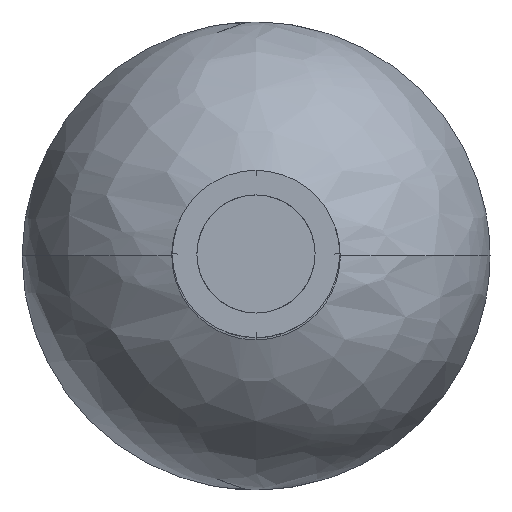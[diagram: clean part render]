
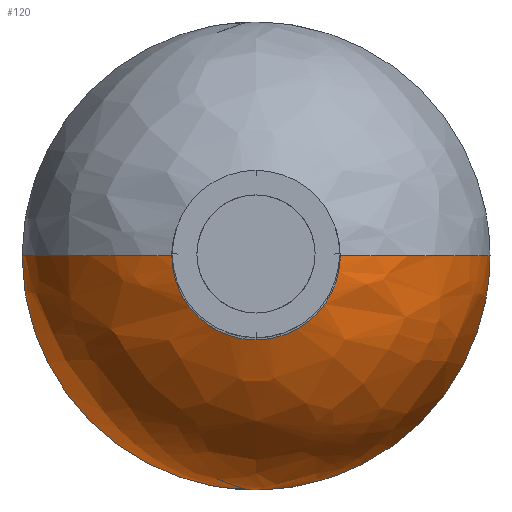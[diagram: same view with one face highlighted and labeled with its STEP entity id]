
A CAD part, top view. The second image highlights one B-rep face of the part: STEP entity #120.
In plain terms, the highlighted free-form (B-spline) face has degree [2, 2] with [5, 3] control points.
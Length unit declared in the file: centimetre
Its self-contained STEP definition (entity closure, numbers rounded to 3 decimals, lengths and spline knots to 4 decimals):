
#120=ADVANCED_FACE($,(#180),#786,.T.);
#180=FACE_OUTER_BOUND($,#246,.T.);
#246=EDGE_LOOP($,(#493,#494,#495,#496,#497,#498));
#493=ORIENTED_EDGE($,*,*,#634,.F.);
#494=ORIENTED_EDGE($,*,*,#629,.F.);
#495=ORIENTED_EDGE($,*,*,#642,.F.);
#496=ORIENTED_EDGE($,*,*,#645,.T.);
#497=ORIENTED_EDGE($,*,*,#644,.T.);
#498=ORIENTED_EDGE($,*,*,#643,.F.);
#629=EDGE_CURVE($,#726,#727,#868,.T.);
#634=EDGE_CURVE($,#727,#724,#873,.T.);
#642=EDGE_CURVE($,#733,#726,#881,.T.);
#643=EDGE_CURVE($,#724,#732,#882,.T.);
#644=EDGE_CURVE($,#735,#732,#883,.T.);
#645=EDGE_CURVE($,#733,#735,#884,.T.);
#724=VERTEX_POINT($,#2586);
#726=VERTEX_POINT($,#2588);
#727=VERTEX_POINT($,#2589);
#732=VERTEX_POINT($,#2594);
#733=VERTEX_POINT($,#2595);
#735=VERTEX_POINT($,#2597);
#786=(
BOUNDED_SURFACE()
B_SPLINE_SURFACE(2,2,((#2480,#2481,#2482),(#2483,#2484,#2485),(#2486,#2487,
#2488),(#2489,#2490,#2491),(#2492,#2493,#2494)),.UNSPECIFIED.,.F.,.F.,.F.)
B_SPLINE_SURFACE_WITH_KNOTS((3,2,3),(3,3),(308.6633,462.9949,
617.3266),(0.,317.3667),.UNSPECIFIED.)
GEOMETRIC_REPRESENTATION_ITEM()
RATIONAL_B_SPLINE_SURFACE(((1.,0.707,1.),(0.707,
0.5,0.707),(1.,0.707,1.),(0.707,0.5,
0.707),(1.,0.707,1.)))
REPRESENTATION_ITEM($)
SURFACE()
);
#868=(
BOUNDED_CURVE()
B_SPLINE_CURVE(2,(#2236,#2237,#2238),.UNSPECIFIED.,.F.,.F.)
B_SPLINE_CURVE_WITH_KNOTS((3,3),(0.,118.7522),.UNSPECIFIED.)
CURVE()
GEOMETRIC_REPRESENTATION_ITEM()
RATIONAL_B_SPLINE_CURVE((1.,0.707,1.))
REPRESENTATION_ITEM($)
);
#873=(
BOUNDED_CURVE()
B_SPLINE_CURVE(2,(#2251,#2252,#2253),.UNSPECIFIED.,.F.,.F.)
B_SPLINE_CURVE_WITH_KNOTS((3,3),(118.7522,237.5044),.UNSPECIFIED.)
CURVE()
GEOMETRIC_REPRESENTATION_ITEM()
RATIONAL_B_SPLINE_CURVE((1.,0.707,1.))
REPRESENTATION_ITEM($)
);
#881=(
BOUNDED_CURVE()
B_SPLINE_CURVE(2,(#2277,#2278,#2279),.UNSPECIFIED.,.F.,.F.)
B_SPLINE_CURVE_WITH_KNOTS((3,3),(308.6633,425.2571),.UNSPECIFIED.)
CURVE()
GEOMETRIC_REPRESENTATION_ITEM()
RATIONAL_B_SPLINE_CURVE((1.,0.825,1.))
REPRESENTATION_ITEM($)
);
#882=(
BOUNDED_CURVE()
B_SPLINE_CURVE(2,(#2280,#2281,#2282),.UNSPECIFIED.,.F.,.F.)
B_SPLINE_CURVE_WITH_KNOTS((3,3),(500.7328,617.3266),.UNSPECIFIED.)
CURVE()
GEOMETRIC_REPRESENTATION_ITEM()
RATIONAL_B_SPLINE_CURVE((1.,0.825,1.))
REPRESENTATION_ITEM($)
);
#883=(
BOUNDED_CURVE()
B_SPLINE_CURVE(2,(#2283,#2284,#2285),.UNSPECIFIED.,.F.,.F.)
B_SPLINE_CURVE_WITH_KNOTS((3,3),(0.,317.3667),.UNSPECIFIED.)
CURVE()
GEOMETRIC_REPRESENTATION_ITEM()
RATIONAL_B_SPLINE_CURVE((1.,0.707,1.))
REPRESENTATION_ITEM($)
);
#884=(
BOUNDED_CURVE()
B_SPLINE_CURVE(2,(#2286,#2287,#2288),.UNSPECIFIED.,.F.,.F.)
B_SPLINE_CURVE_WITH_KNOTS((3,3),(-317.3667,0.),.UNSPECIFIED.)
CURVE()
GEOMETRIC_REPRESENTATION_ITEM()
RATIONAL_B_SPLINE_CURVE((1.,0.707,1.))
REPRESENTATION_ITEM($)
);
#2236=CARTESIAN_POINT($,(-75.6,0.,-838.6705));
#2237=CARTESIAN_POINT($,(-75.6,-75.6,-838.6705));
#2238=CARTESIAN_POINT($,(0.,-75.6,-838.6705));
#2251=CARTESIAN_POINT($,(0.,-75.6,-838.6705));
#2252=CARTESIAN_POINT($,(75.6,-75.6,-838.6705));
#2253=CARTESIAN_POINT($,(75.6,0.,-838.6705));
#2277=CARTESIAN_POINT($,(-210.,0.,-1034.5905));
#2278=CARTESIAN_POINT($,(-210.,0.,-890.5316));
#2279=CARTESIAN_POINT($,(-75.6,0.,-838.6705));
#2280=CARTESIAN_POINT($,(75.6,0.,-838.6705));
#2281=CARTESIAN_POINT($,(210.,0.,-890.5316));
#2282=CARTESIAN_POINT($,(210.,0.,-1034.5905));
#2283=CARTESIAN_POINT($,(0.,-210.,-1034.5905));
#2284=CARTESIAN_POINT($,(210.,-210.,-1034.5905));
#2285=CARTESIAN_POINT($,(210.,0.,-1034.5905));
#2286=CARTESIAN_POINT($,(-210.,0.,-1034.5905));
#2287=CARTESIAN_POINT($,(-210.,-210.,-1034.5905));
#2288=CARTESIAN_POINT($,(0.,-210.,-1034.5905));
#2480=CARTESIAN_POINT($,(0.,-210.,-1034.5905));
#2481=CARTESIAN_POINT($,(-210.,-210.,-1034.5905));
#2482=CARTESIAN_POINT($,(-210.,0.,-1034.5905));
#2483=CARTESIAN_POINT($,(0.,-210.,-1034.5905));
#2484=CARTESIAN_POINT($,(-210.,-210.,-824.5905));
#2485=CARTESIAN_POINT($,(-210.,0.,-824.5905));
#2486=CARTESIAN_POINT($,(0.,-210.,-1034.5905));
#2487=CARTESIAN_POINT($,(0.,-210.,-824.5905));
#2488=CARTESIAN_POINT($,(0.,0.,-824.5905));
#2489=CARTESIAN_POINT($,(0.,-210.,-1034.5905));
#2490=CARTESIAN_POINT($,(210.,-210.,-824.5905));
#2491=CARTESIAN_POINT($,(210.,0.,-824.5905));
#2492=CARTESIAN_POINT($,(0.,-210.,-1034.5905));
#2493=CARTESIAN_POINT($,(210.,-210.,-1034.5905));
#2494=CARTESIAN_POINT($,(210.,0.,-1034.5905));
#2586=CARTESIAN_POINT($,(75.6,0.,-838.6705));
#2588=CARTESIAN_POINT($,(-75.6,0.,-838.6705));
#2589=CARTESIAN_POINT($,(0.,-75.6,-838.6705));
#2594=CARTESIAN_POINT($,(210.,0.,-1034.5905));
#2595=CARTESIAN_POINT($,(-210.,0.,-1034.5905));
#2597=CARTESIAN_POINT($,(0.,-210.,-1034.5905));
